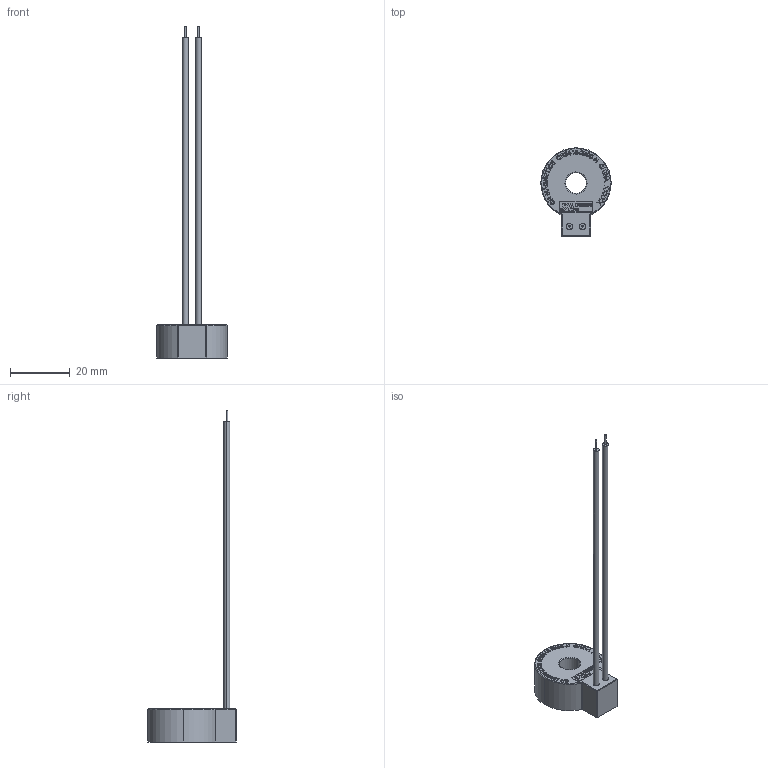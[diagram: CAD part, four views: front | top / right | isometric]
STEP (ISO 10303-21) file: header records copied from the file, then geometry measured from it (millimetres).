
FILE_DESCRIPTION (( 'STEP AP203' ), '1' );
FILE_NAME ('CR8448-2500-N.STEP', '2023-08-08T18:55:50', ( '' ), ( '' ), 'SwSTEP 2.0', 'SolidWorks 2022', '' );
FILE_SCHEMA (( 'CONFIG_CONTROL_DESIGN' ));
Length unit declared in the file: millimetre
Products named in the file (1): CR8448-2500-N
Bounding box: 23.5 x 29.5 x 111.05 mm (x, y, z)
Volume: 5557.9 mm3; surface area: 3338.1 mm2
Topology: 1 solids, 1 shells, 699 faces, 1872 edges, 1240 vertices
Faces by surface type: plane 393, bspline 259, cylinder 35, torus 10, sphere 2
Entity records: 36186 total; most frequent: CARTESIAN_POINT 20359, ORIENTED_EDGE 3736, DIRECTION 2313, EDGE_CURVE 1868, LINE 1261, VECTOR 1261, VERTEX_POINT 1240, EDGE_LOOP 770
